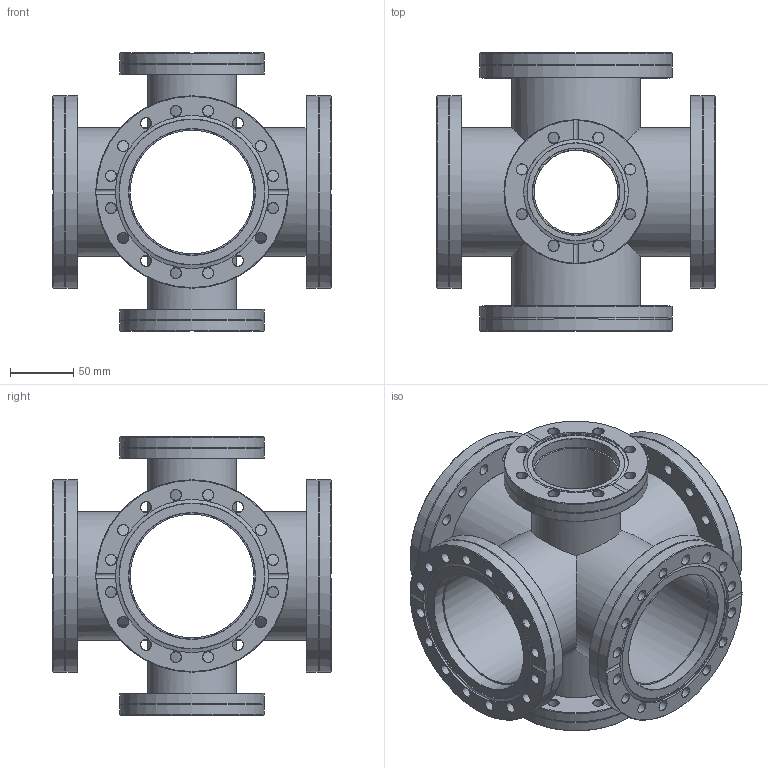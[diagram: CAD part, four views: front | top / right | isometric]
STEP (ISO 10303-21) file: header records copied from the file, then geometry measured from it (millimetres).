
FILE_DESCRIPTION(/* description */ (''),/* implementation_level */ '2;1');
FILE_NAME(/* name */ 'ALPHA_013394_ATDScross.stp',/* time_stamp */ '2021-09-30T09:29:23+02:00',/* author */ ('massen'),/* organization */ (''),/* preprocessor_version */ 'ST-DEVELOPER v18',/* originating_system */ 'Autodesk Inventor 2020',/* authorisation */ '');
FILE_SCHEMA (('AUTOMOTIVE_DESIGN { 1 0 10303 214 3 1 1 }'));
Length unit declared in the file: millimetre
Products named in the file (4): ALPHA_001419_6-way-DN100-DN63; ALPHA_001418_6way-DN100-DN63; F0600N400NLN; 1
Assembly tree (7 placements, depth 2):
  ALPHA_001419_6-way-DN100-DN63
    ALPHA_001418_6way-DN100-DN63
    F0600N400NLN  x4
    1  x2
Bounding box: 219.3 x 219.3 x 219.3 mm (x, y, z)
Volume: 1120173.9 mm3; surface area: 424074.5 mm2
Topology: 7 solids, 7 shells, 396 faces, 1360 edges, 980 vertices
Faces by surface type: cone 196, cylinder 134, plane 36, torus 30
Full cylindrical faces by diameter (mm): 8.433 x80, 65.884 x2, 68.326 x2, 70.1 x2, 70.104 x2, 82.55 x2, 97.384 x4, 99.568 x4, 101.6 x4, 101.854 x4, 113.538 x4, 120.65 x4, 151.638 x8
Entity records: 6010 total; most frequent: CARTESIAN_POINT 1355, DIRECTION 1048, ORIENTED_EDGE 936, AXIS2_PLACEMENT_3D 469, EDGE_CURVE 468, VERTEX_POINT 336, CIRCLE 308, EDGE_LOOP 196
